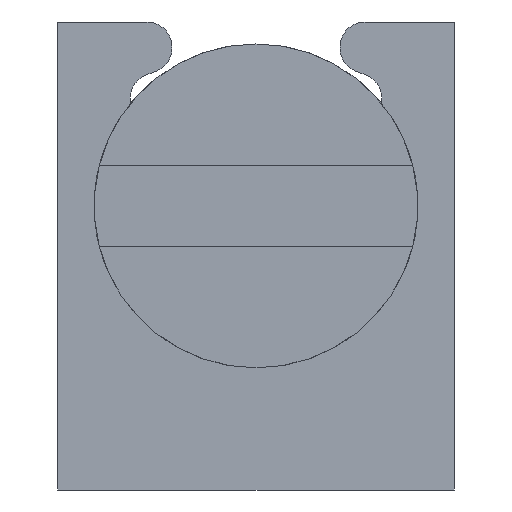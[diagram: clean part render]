
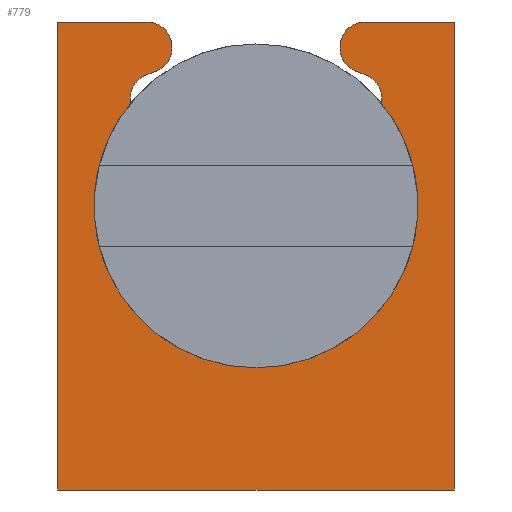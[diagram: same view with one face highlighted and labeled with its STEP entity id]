
A CAD part, front view. The second image highlights one B-rep face of the part: STEP entity #779.
In plain terms, the highlighted planar face has unit normal (0, -1, 0).
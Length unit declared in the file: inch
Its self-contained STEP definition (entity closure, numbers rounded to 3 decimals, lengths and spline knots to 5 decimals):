
#14 = CARTESIAN_POINT ( 'NONE',  ( -0.04021, -0.036, 0.09959 ) ) ;
#21 = DIRECTION ( 'NONE',  ( 0., 0., 1. ) ) ;
#25 = VECTOR ( 'NONE', #822, 39.37008 ) ;
#27 = DIRECTION ( 'NONE',  ( 0.942, 0., 0.336 ) ) ;
#28 = CARTESIAN_POINT ( 'NONE',  ( -0.095, -0.036, -0.112 ) ) ;
#45 = DIRECTION ( 'NONE',  ( 1., 0., 0. ) ) ;
#54 = VERTEX_POINT ( 'NONE', #526 ) ;
#61 = DIRECTION ( 'NONE',  ( 0., 0., -1. ) ) ;
#63 = CARTESIAN_POINT ( 'NONE',  ( -0.095, -0.036, 0.112 ) ) ;
#67 = CARTESIAN_POINT ( 'NONE',  ( 0.05221, -0.036, 0.112 ) ) ;
#92 = DIRECTION ( 'NONE',  ( 0., 0., 1. ) ) ;
#95 = LINE ( 'NONE', #714, #904 ) ;
#105 = ORIENTED_EDGE ( 'NONE', *, *, #678, .T. ) ;
#131 = VERTEX_POINT ( 'NONE', #463 ) ;
#133 = CIRCLE ( 'NONE', #1312, 0.012 ) ;
#167 = CARTESIAN_POINT ( 'NONE',  ( 0.04021, -0.036, 0.112 ) ) ;
#186 = EDGE_CURVE ( 'NONE', #255, #606, #1368, .T. ) ;
#226 = CIRCLE ( 'NONE', #746, 0.012 ) ;
#234 = VERTEX_POINT ( 'NONE', #1359 ) ;
#241 = EDGE_CURVE ( 'NONE', #1311, #352, #1294, .T. ) ;
#254 = CARTESIAN_POINT ( 'NONE',  ( 0.04818, -0.036, 0.08829 ) ) ;
#255 = VERTEX_POINT ( 'NONE', #14 ) ;
#261 = DIRECTION ( 'NONE',  ( 0., 0., 1. ) ) ;
#294 = LINE ( 'NONE', #1113, #1628 ) ;
#309 = CARTESIAN_POINT ( 'NONE',  ( -0.05221, -0.036, 0.09959 ) ) ;
#311 = VERTEX_POINT ( 'NONE', #339 ) ;
#312 = VECTOR ( 'NONE', #21, 39.37008 ) ;
#318 = VECTOR ( 'NONE', #1709, 39.37008 ) ;
#321 = EDGE_CURVE ( 'NONE', #311, #234, #851, .T. ) ;
#324 = VECTOR ( 'NONE', #1624, 39.37008 ) ;
#339 = CARTESIAN_POINT ( 'NONE',  ( 0.05224, -0.036, 0.08684 ) ) ;
#352 = VERTEX_POINT ( 'NONE', #254 ) ;
#389 = DIRECTION ( 'NONE',  ( 0., -1., 0. ) ) ;
#392 = EDGE_CURVE ( 'NONE', #131, #1047, #1257, .T. ) ;
#406 = PLANE ( 'NONE',  #1353 ) ;
#420 = CARTESIAN_POINT ( 'NONE',  ( 0.06021, -0.036, 0.024 ) ) ;
#428 = CARTESIAN_POINT ( 'NONE',  ( 0.06021, -0.036, 0.112 ) ) ;
#431 = CARTESIAN_POINT ( 'NONE',  ( -0.04021, -0.036, 0.1 ) ) ;
#432 = CARTESIAN_POINT ( 'NONE',  ( -0.05224, -0.036, 0.08684 ) ) ;
#437 = EDGE_CURVE ( 'Edge1', #873, #1369, #1342, .T. ) ;
#443 = DIRECTION ( 'NONE',  ( 0., 0., 1. ) ) ;
#444 = LINE ( 'NONE', #1592, #1511 ) ;
#463 = CARTESIAN_POINT ( 'NONE',  ( -0.095, -0.036, -0.112 ) ) ;
#472 = EDGE_CURVE ( 'NONE', #1473, #853, #294, .T. ) ;
#488 = EDGE_CURVE ( 'NONE', #1255, #255, #557, .T. ) ;
#491 = CIRCLE ( 'NONE', #719, 0.012 ) ;
#505 = DIRECTION ( 'NONE',  ( 0., 1., 0. ) ) ;
#521 = CARTESIAN_POINT ( 'NONE',  ( 0., -0.036, 0.024 ) ) ;
#525 = ORIENTED_EDGE ( 'NONE', *, *, #1323, .T. ) ;
#526 = CARTESIAN_POINT ( 'NONE',  ( 0.095, -0.036, -0.112 ) ) ;
#548 = CARTESIAN_POINT ( 'NONE',  ( -0.095, -0.036, -0.112 ) ) ;
#550 = LINE ( 'NONE', #63, #1226 ) ;
#557 = CIRCLE ( 'NONE', #1164, 0.012 ) ;
#580 = DIRECTION ( 'NONE',  ( 0., 0., 1. ) ) ;
#584 = EDGE_LOOP ( 'NONE', ( #1280, #105, #965, #817, #741, #813, #1680, #585, #1639, #707, #1595, #1051, #525, #1140, #591, #1619, #1222, #1350 ) ) ;
#585 = ORIENTED_EDGE ( 'NONE', *, *, #1225, .T. ) ;
#591 = ORIENTED_EDGE ( 'NONE', *, *, #976, .T. ) ;
#594 = CARTESIAN_POINT ( 'NONE',  ( -0.04821, -0.036, 0.07554 ) ) ;
#606 = VERTEX_POINT ( 'NONE', #431 ) ;
#633 = VERTEX_POINT ( 'NONE', #1005 ) ;
#654 = CARTESIAN_POINT ( 'NONE',  ( -0.05221, -0.036, 0.1 ) ) ;
#656 = DIRECTION ( 'NONE',  ( -1., 0., 0. ) ) ;
#670 = EDGE_CURVE ( 'NONE', #633, #898, #226, .T. ) ;
#678 = EDGE_CURVE ( 'NONE', #606, #1218, #491, .T. ) ;
#696 = CARTESIAN_POINT ( 'NONE',  ( -0.095, -0.036, 0.112 ) ) ;
#703 = EDGE_CURVE ( 'NONE', #898, #1255, #444, .T. ) ;
#707 = ORIENTED_EDGE ( 'NONE', *, *, #241, .T. ) ;
#714 = CARTESIAN_POINT ( 'NONE',  ( -0.08635, -0.036, 0.13625 ) ) ;
#719 = AXIS2_PLACEMENT_3D ( 'NONE', #654, #389, #261 ) ;
#741 = ORIENTED_EDGE ( 'NONE', *, *, #1331, .F. ) ;
#745 = LINE ( 'NONE', #858, #25 ) ;
#746 = AXIS2_PLACEMENT_3D ( 'NONE', #594, #841, #895 ) ;
#759 = DIRECTION ( 'NONE',  ( 0., 1., 0. ) ) ;
#766 = AXIS2_PLACEMENT_3D ( 'NONE', #521, #505, #92 ) ;
#779 = ADVANCED_FACE ( 'Face4', ( #1381 ), #406, .F. ) ;
#781 = DIRECTION ( 'NONE',  ( 0., 0., 1. ) ) ;
#813 = ORIENTED_EDGE ( 'NONE', *, *, #1517, .F. ) ;
#817 = ORIENTED_EDGE ( 'NONE', *, *, #392, .F. ) ;
#822 = DIRECTION ( 'NONE',  ( 0., 0., 1. ) ) ;
#841 = DIRECTION ( 'NONE',  ( 0., 1., 0. ) ) ;
#851 = CIRCLE ( 'NONE', #1463, 0.012 ) ;
#853 = VERTEX_POINT ( 'NONE', #1101 ) ;
#858 = CARTESIAN_POINT ( 'NONE',  ( -0.06021, -0.036, 0.112 ) ) ;
#863 = CARTESIAN_POINT ( 'NONE',  ( 0.04021, -0.036, 0.1 ) ) ;
#873 = VERTEX_POINT ( 'NONE', #420 ) ;
#895 = DIRECTION ( 'NONE',  ( 0., 0., 1. ) ) ;
#898 = VERTEX_POINT ( 'NONE', #432 ) ;
#904 = VECTOR ( 'NONE', #1059, 39.37008 ) ;
#931 = VECTOR ( 'NONE', #656, 39.37008 ) ;
#965 = ORIENTED_EDGE ( 'NONE', *, *, #1021, .F. ) ;
#976 = EDGE_CURVE ( 'NONE', #1369, #633, #745, .T. ) ;
#999 = EDGE_CURVE ( 'NONE', #352, #311, #95, .T. ) ;
#1005 = CARTESIAN_POINT ( 'NONE',  ( -0.06021, -0.036, 0.07554 ) ) ;
#1013 = CARTESIAN_POINT ( 'NONE',  ( -0.06021, -0.036, 0.024 ) ) ;
#1021 = EDGE_CURVE ( 'NONE', #1047, #1218, #550, .T. ) ;
#1046 = CARTESIAN_POINT ( 'NONE',  ( -0.04818, -0.036, 0.08829 ) ) ;
#1047 = VERTEX_POINT ( 'NONE', #1461 ) ;
#1051 = ORIENTED_EDGE ( 'NONE', *, *, #321, .T. ) ;
#1059 = DIRECTION ( 'NONE',  ( 0.942, 0., -0.336 ) ) ;
#1082 = VECTOR ( 'NONE', #61, 39.37008 ) ;
#1088 = VERTEX_POINT ( 'NONE', #863 ) ;
#1101 = CARTESIAN_POINT ( 'NONE',  ( 0.095, -0.036, 0.112 ) ) ;
#1113 = CARTESIAN_POINT ( 'NONE',  ( -0.095, -0.036, 0.112 ) ) ;
#1120 = DIRECTION ( 'NONE',  ( 0., -1., 0. ) ) ;
#1122 = DIRECTION ( 'NONE',  ( 0., 1., 0. ) ) ;
#1140 = ORIENTED_EDGE ( 'NONE', *, *, #437, .T. ) ;
#1164 = AXIS2_PLACEMENT_3D ( 'NONE', #309, #1299, #1578 ) ;
#1179 = DIRECTION ( 'NONE',  ( 1., 0., 0. ) ) ;
#1212 = LINE ( 'NONE', #1632, #324 ) ;
#1218 = VERTEX_POINT ( 'NONE', #1664 ) ;
#1222 = ORIENTED_EDGE ( 'NONE', *, *, #703, .T. ) ;
#1225 = EDGE_CURVE ( 'NONE', #1473, #1088, #133, .T. ) ;
#1226 = VECTOR ( 'NONE', #45, 39.37008 ) ;
#1255 = VERTEX_POINT ( 'NONE', #1046 ) ;
#1257 = LINE ( 'NONE', #28, #1472 ) ;
#1280 = ORIENTED_EDGE ( 'NONE', *, *, #186, .T. ) ;
#1289 = LINE ( 'NONE', #548, #931 ) ;
#1294 = CIRCLE ( 'NONE', #1471, 0.012 ) ;
#1299 = DIRECTION ( 'NONE',  ( 0., -1., 0. ) ) ;
#1303 = CARTESIAN_POINT ( 'NONE',  ( 0.04021, -0.036, 0.09959 ) ) ;
#1311 = VERTEX_POINT ( 'NONE', #1303 ) ;
#1312 = AXIS2_PLACEMENT_3D ( 'NONE', #1482, #1490, #1532 ) ;
#1323 = EDGE_CURVE ( 'NONE', #234, #873, #1374, .T. ) ;
#1331 = EDGE_CURVE ( 'NONE', #54, #131, #1289, .T. ) ;
#1342 = CIRCLE ( 'NONE', #766, 0.06021 ) ;
#1344 = DIRECTION ( 'NONE',  ( 0., 0., 1. ) ) ;
#1350 = ORIENTED_EDGE ( 'NONE', *, *, #488, .T. ) ;
#1353 = AXIS2_PLACEMENT_3D ( 'NONE', #696, #759, #781 ) ;
#1359 = CARTESIAN_POINT ( 'NONE',  ( 0.06021, -0.036, 0.07554 ) ) ;
#1368 = LINE ( 'NONE', #1427, #312 ) ;
#1369 = VERTEX_POINT ( 'NONE', #1013 ) ;
#1374 = LINE ( 'NONE', #428, #318 ) ;
#1381 = FACE_OUTER_BOUND ( 'NONE', #584, .T. ) ;
#1387 = CARTESIAN_POINT ( 'NONE',  ( 0.04821, -0.036, 0.07554 ) ) ;
#1424 = LINE ( 'NONE', #167, #1082 ) ;
#1427 = CARTESIAN_POINT ( 'NONE',  ( -0.04021, -0.036, 0.112 ) ) ;
#1461 = CARTESIAN_POINT ( 'NONE',  ( -0.095, -0.036, 0.112 ) ) ;
#1463 = AXIS2_PLACEMENT_3D ( 'NONE', #1387, #1122, #580 ) ;
#1466 = EDGE_CURVE ( 'NONE', #1088, #1311, #1424, .T. ) ;
#1471 = AXIS2_PLACEMENT_3D ( 'NONE', #1722, #1120, #443 ) ;
#1472 = VECTOR ( 'NONE', #1344, 39.37008 ) ;
#1473 = VERTEX_POINT ( 'NONE', #67 ) ;
#1482 = CARTESIAN_POINT ( 'NONE',  ( 0.05221, -0.036, 0.1 ) ) ;
#1490 = DIRECTION ( 'NONE',  ( 0., -1., 0. ) ) ;
#1511 = VECTOR ( 'NONE', #27, 39.37008 ) ;
#1517 = EDGE_CURVE ( 'NONE', #853, #54, #1212, .T. ) ;
#1532 = DIRECTION ( 'NONE',  ( 0., 0., 1. ) ) ;
#1578 = DIRECTION ( 'NONE',  ( 0., 0., 1. ) ) ;
#1592 = CARTESIAN_POINT ( 'NONE',  ( -0.08222, -0.036, 0.07615 ) ) ;
#1595 = ORIENTED_EDGE ( 'NONE', *, *, #999, .T. ) ;
#1619 = ORIENTED_EDGE ( 'NONE', *, *, #670, .T. ) ;
#1624 = DIRECTION ( 'NONE',  ( 0., 0., -1. ) ) ;
#1628 = VECTOR ( 'NONE', #1179, 39.37008 ) ;
#1632 = CARTESIAN_POINT ( 'NONE',  ( 0.095, -0.036, -0.112 ) ) ;
#1639 = ORIENTED_EDGE ( 'NONE', *, *, #1466, .T. ) ;
#1664 = CARTESIAN_POINT ( 'NONE',  ( -0.05221, -0.036, 0.112 ) ) ;
#1680 = ORIENTED_EDGE ( 'NONE', *, *, #472, .F. ) ;
#1709 = DIRECTION ( 'NONE',  ( 0., 0., -1. ) ) ;
#1722 = CARTESIAN_POINT ( 'NONE',  ( 0.05221, -0.036, 0.09959 ) ) ;
